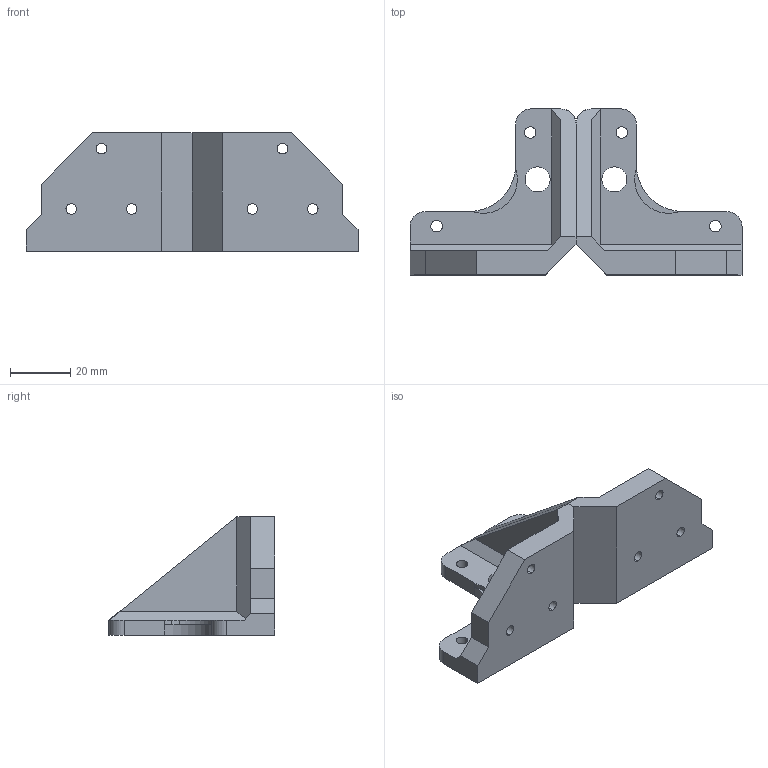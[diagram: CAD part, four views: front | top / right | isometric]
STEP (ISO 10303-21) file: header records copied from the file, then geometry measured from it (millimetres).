
FILE_DESCRIPTION (( 'STEP AP214' ), '1' );
FILE_NAME ('202 Z Axis Bottom Right.STEP', '2021-03-17T18:43:53', ( '' ), ( '' ), 'SwSTEP 2.0', 'SolidWorks 2019', '' );
FILE_SCHEMA (( 'AUTOMOTIVE_DESIGN' ));
Length unit declared in the file: millimetre
Products named in the file (1): 202 Z Axis Bottom Right
Bounding box: 110 x 55 x 39.25 mm (x, y, z)
Volume: 48592.1 mm3; surface area: 19819.1 mm2
Topology: 2 solids, 2 shells, 98 faces, 254 edges, 166 vertices
Faces by surface type: cylinder 52, plane 46
Entity records: 3111 total; most frequent: DIRECTION 552, CARTESIAN_POINT 525, ORIENTED_EDGE 508, EDGE_CURVE 254, AXIS2_PLACEMENT_3D 201, VERTEX_POINT 166, LINE 150, VECTOR 150
